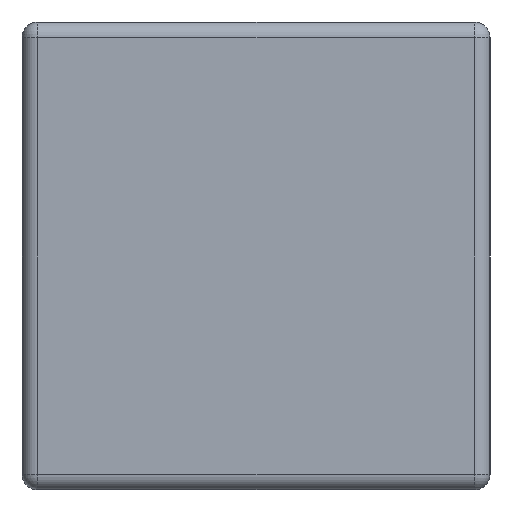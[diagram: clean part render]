
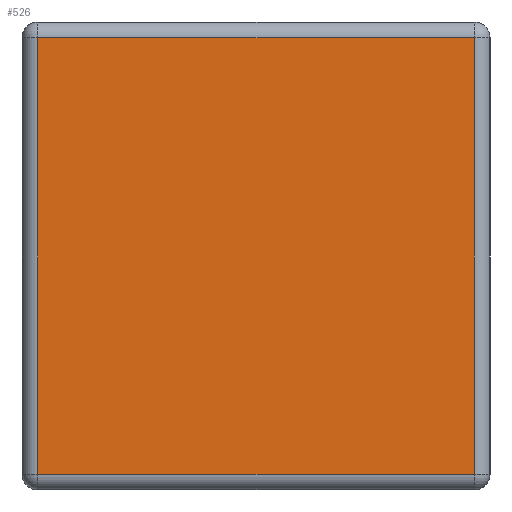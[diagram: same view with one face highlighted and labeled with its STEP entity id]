
A CAD part, left-side view. The second image highlights one B-rep face of the part: STEP entity #526.
In plain terms, the highlighted face is planar.
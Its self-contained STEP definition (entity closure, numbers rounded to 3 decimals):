
#16=PLANE('',#571);
#23=LINE('',#743,#47);
#24=LINE('',#748,#48);
#27=LINE('',#763,#51);
#28=LINE('',#767,#52);
#47=VECTOR('',#617,1000.);
#48=VECTOR('',#622,1000.);
#51=VECTOR('',#641,1000.);
#52=VECTOR('',#646,1000.);
#110=ORIENTED_EDGE('',*,*,#185,.F.);
#111=ORIENTED_EDGE('',*,*,#195,.F.);
#112=ORIENTED_EDGE('',*,*,#193,.F.);
#113=ORIENTED_EDGE('',*,*,#183,.F.);
#183=EDGE_CURVE('',#227,#229,#23,.T.);
#185=EDGE_CURVE('',#232,#227,#24,.T.);
#193=EDGE_CURVE('',#229,#235,#27,.T.);
#195=EDGE_CURVE('',#235,#232,#28,.T.);
#227=VERTEX_POINT('',#734);
#229=VERTEX_POINT('',#740);
#232=VERTEX_POINT('',#747);
#235=VERTEX_POINT('',#760);
#282=EDGE_LOOP('',(#110,#111,#112,#113));
#308=FACE_BOUND('',#282,.T.);
#526=ADVANCED_FACE('',(#308),#16,.T.);
#571=AXIS2_PLACEMENT_3D('',#771,#652,#653);
#617=DIRECTION('',(0.,0.,-1.));
#622=DIRECTION('',(-1.,0.,0.));
#641=DIRECTION('',(1.,0.,0.));
#646=DIRECTION('',(0.,0.,1.));
#652=DIRECTION('',(0.,1.,0.));
#653=DIRECTION('',(0.,0.,-1.));
#734=CARTESIAN_POINT('',(-0.14,0.3,0.14));
#740=CARTESIAN_POINT('',(-0.14,0.3,-0.14));
#743=CARTESIAN_POINT('',(-0.14,0.3,-0.15));
#747=CARTESIAN_POINT('',(0.14,0.3,0.14));
#748=CARTESIAN_POINT('',(-0.15,0.3,0.14));
#760=CARTESIAN_POINT('',(0.14,0.3,-0.14));
#763=CARTESIAN_POINT('',(0.15,0.3,-0.14));
#767=CARTESIAN_POINT('',(0.14,0.3,0.15));
#771=CARTESIAN_POINT('',(0.,0.3,0.));
